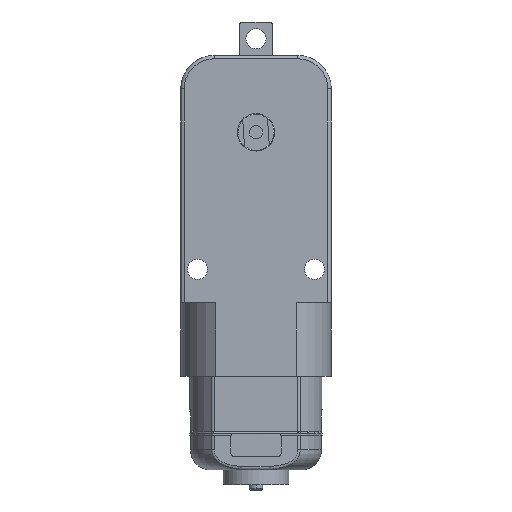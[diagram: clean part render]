
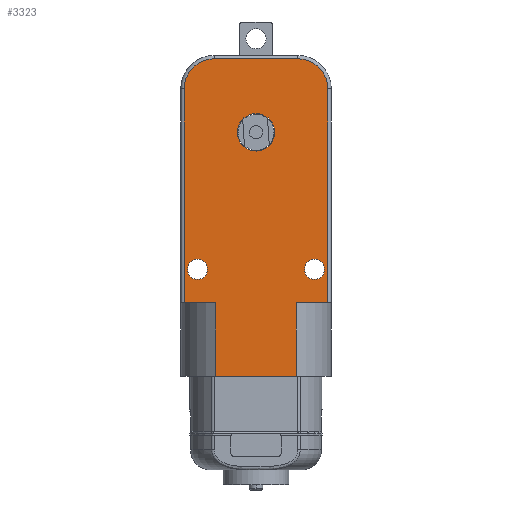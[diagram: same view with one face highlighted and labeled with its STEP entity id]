
A CAD part, left-side view. The second image highlights one B-rep face of the part: STEP entity #3323.
In plain terms, the highlighted planar face has unit normal (-1, 0, 0).
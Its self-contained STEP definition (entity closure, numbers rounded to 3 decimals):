
#39 = EDGE_CURVE ( 'NONE', #5639, #4439, #4409, .T. ) ;
#108 = CARTESIAN_POINT ( 'NONE',  ( -9.5, -8.75, 5. ) ) ;
#117 = VERTEX_POINT ( 'NONE', #1789 ) ;
#188 = VERTEX_POINT ( 'NONE', #4400 ) ;
#266 = CARTESIAN_POINT ( 'NONE',  ( -9.5, 8.75, 5. ) ) ;
#288 = FACE_BOUND ( 'NONE', #2023, .T. ) ;
#420 = FACE_OUTER_BOUND ( 'NONE', #512, .T. ) ;
#432 = CIRCLE ( 'NONE', #1985, 1.5 ) ;
#478 = EDGE_CURVE ( 'NONE', #2965, #117, #5088, .T. ) ;
#512 = EDGE_LOOP ( 'NONE', ( #1720, #2066, #3846, #4036, #882, #4366, #2738, #2424, #4683, #2983 ) ) ;
#516 = DIRECTION ( 'NONE',  ( 1., 0., 0. ) ) ;
#522 = DIRECTION ( 'NONE',  ( 0., 1., 0. ) ) ;
#708 = VECTOR ( 'NONE', #1961, 1000. ) ;
#738 = AXIS2_PLACEMENT_3D ( 'NONE', #5001, #4496, #522 ) ;
#874 = DIRECTION ( 'NONE',  ( 0., 1., 0. ) ) ;
#882 = ORIENTED_EDGE ( 'NONE', *, *, #5173, .T. ) ;
#931 = CARTESIAN_POINT ( 'NONE',  ( -9.5, -10.75, 37. ) ) ;
#944 = PLANE ( 'NONE',  #738 ) ;
#990 = CARTESIAN_POINT ( 'NONE',  ( -9.5, -2.8, 25.5 ) ) ;
#1003 = DIRECTION ( 'NONE',  ( 1., 0., 0. ) ) ;
#1034 = VECTOR ( 'NONE', #4854, 1000. ) ;
#1091 = DIRECTION ( 'NONE',  ( 0., 0., 1. ) ) ;
#1097 = CARTESIAN_POINT ( 'NONE',  ( -9.5, 6.25, 36.5 ) ) ;
#1132 = FACE_BOUND ( 'NONE', #3586, .T. ) ;
#1139 = CARTESIAN_POINT ( 'NONE',  ( -9.5, -6.026, -11. ) ) ;
#1143 = EDGE_CURVE ( 'NONE', #117, #2965, #2861, .T. ) ;
#1153 = VERTEX_POINT ( 'NONE', #3215 ) ;
#1166 = EDGE_CURVE ( 'NONE', #2827, #5639, #1817, .T. ) ;
#1186 = LINE ( 'NONE', #2839, #3830 ) ;
#1201 = FACE_BOUND ( 'NONE', #2859, .T. ) ;
#1220 = AXIS2_PLACEMENT_3D ( 'NONE', #2775, #2294, #5402 ) ;
#1221 = AXIS2_PLACEMENT_3D ( 'NONE', #1659, #2102, #3819 ) ;
#1228 = EDGE_CURVE ( 'NONE', #188, #2827, #4949, .T. ) ;
#1250 = EDGE_CURVE ( 'NONE', #5267, #4484, #3897, .T. ) ;
#1448 = EDGE_CURVE ( 'NONE', #1153, #1711, #1186, .T. ) ;
#1451 = AXIS2_PLACEMENT_3D ( 'NONE', #2447, #2433, #2858 ) ;
#1509 = ORIENTED_EDGE ( 'NONE', *, *, #5251, .T. ) ;
#1512 = CARTESIAN_POINT ( 'NONE',  ( -9.5, 11.25, 36.5 ) ) ;
#1598 = DIRECTION ( 'NONE',  ( 0., 0., 1. ) ) ;
#1652 = DIRECTION ( 'NONE',  ( 0., 1., 0. ) ) ;
#1659 = CARTESIAN_POINT ( 'NONE',  ( -9.5, 0., 25.5 ) ) ;
#1676 = VECTOR ( 'NONE', #2339, 1000. ) ;
#1711 = VERTEX_POINT ( 'NONE', #3280 ) ;
#1720 = ORIENTED_EDGE ( 'NONE', *, *, #1228, .T. ) ;
#1789 = CARTESIAN_POINT ( 'NONE',  ( -9.5, -10.25, 5. ) ) ;
#1817 = LINE ( 'NONE', #931, #1676 ) ;
#1830 = DIRECTION ( 'NONE',  ( -1., 0., 0. ) ) ;
#1860 = CARTESIAN_POINT ( 'NONE',  ( -9.5, 11.25, 0. ) ) ;
#1932 = VERTEX_POINT ( 'NONE', #3017 ) ;
#1961 = DIRECTION ( 'NONE',  ( 0., 1., 0. ) ) ;
#1985 = AXIS2_PLACEMENT_3D ( 'NONE', #266, #4264, #1652 ) ;
#2023 = EDGE_LOOP ( 'NONE', ( #3784, #3278 ) ) ;
#2039 = CARTESIAN_POINT ( 'NONE',  ( -9.5, -6.026, -11. ) ) ;
#2058 = CARTESIAN_POINT ( 'NONE',  ( -9.5, 7.25, 5. ) ) ;
#2066 = ORIENTED_EDGE ( 'NONE', *, *, #1166, .T. ) ;
#2068 = CARTESIAN_POINT ( 'NONE',  ( -9.5, -10.75, 0. ) ) ;
#2102 = DIRECTION ( 'NONE',  ( 1., 0., 0. ) ) ;
#2228 = DIRECTION ( 'NONE',  ( 0., -1., 0. ) ) ;
#2294 = DIRECTION ( 'NONE',  ( 1., 0., 0. ) ) ;
#2311 = EDGE_CURVE ( 'NONE', #4100, #1932, #3609, .T. ) ;
#2316 = LINE ( 'NONE', #5105, #4245 ) ;
#2339 = DIRECTION ( 'NONE',  ( 0., 0., 1. ) ) ;
#2411 = VECTOR ( 'NONE', #1598, 1000. ) ;
#2424 = ORIENTED_EDGE ( 'NONE', *, *, #1448, .F. ) ;
#2433 = DIRECTION ( 'NONE',  ( -1., 0., 0. ) ) ;
#2447 = CARTESIAN_POINT ( 'NONE',  ( -9.5, 6.25, 32. ) ) ;
#2461 = AXIS2_PLACEMENT_3D ( 'NONE', #5067, #516, #5446 ) ;
#2506 = DIRECTION ( 'NONE',  ( 1., 0., 0. ) ) ;
#2524 = CARTESIAN_POINT ( 'NONE',  ( -9.5, 10.75, 32. ) ) ;
#2643 = VERTEX_POINT ( 'NONE', #990 ) ;
#2738 = ORIENTED_EDGE ( 'NONE', *, *, #2789, .T. ) ;
#2754 = CARTESIAN_POINT ( 'NONE',  ( -9.5, -10.75, 32. ) ) ;
#2775 = CARTESIAN_POINT ( 'NONE',  ( -9.5, -8.75, 5. ) ) ;
#2789 = EDGE_CURVE ( 'NONE', #1932, #1711, #5532, .T. ) ;
#2814 = CIRCLE ( 'NONE', #1451, 4.5 ) ;
#2827 = VERTEX_POINT ( 'NONE', #2068 ) ;
#2839 = CARTESIAN_POINT ( 'NONE',  ( -9.5, 6.026, -11. ) ) ;
#2858 = DIRECTION ( 'NONE',  ( 0., 1., 0. ) ) ;
#2859 = EDGE_LOOP ( 'NONE', ( #3332, #4254 ) ) ;
#2861 = CIRCLE ( 'NONE', #1220, 1.5 ) ;
#2936 = CARTESIAN_POINT ( 'NONE',  ( -9.5, 8.75, 5. ) ) ;
#2965 = VERTEX_POINT ( 'NONE', #4640 ) ;
#2983 = ORIENTED_EDGE ( 'NONE', *, *, #4459, .T. ) ;
#2991 = VERTEX_POINT ( 'NONE', #2039 ) ;
#3009 = VECTOR ( 'NONE', #5627, 1000. ) ;
#3017 = CARTESIAN_POINT ( 'NONE',  ( -9.5, 10.75, 0. ) ) ;
#3075 = LINE ( 'NONE', #1139, #2411 ) ;
#3215 = CARTESIAN_POINT ( 'NONE',  ( -9.5, 6.026, -11. ) ) ;
#3278 = ORIENTED_EDGE ( 'NONE', *, *, #3666, .T. ) ;
#3280 = CARTESIAN_POINT ( 'NONE',  ( -9.5, 6.026, 0. ) ) ;
#3323 = ADVANCED_FACE ( 'NONE', ( #288, #1132, #1201, #420 ), #944, .F. ) ;
#3332 = ORIENTED_EDGE ( 'NONE', *, *, #478, .T. ) ;
#3343 = AXIS2_PLACEMENT_3D ( 'NONE', #4485, #1830, #4061 ) ;
#3498 = LINE ( 'NONE', #1512, #708 ) ;
#3544 = CARTESIAN_POINT ( 'NONE',  ( -9.5, 10.75, 37. ) ) ;
#3586 = EDGE_LOOP ( 'NONE', ( #1509, #5507 ) ) ;
#3609 = LINE ( 'NONE', #3544, #1034 ) ;
#3666 = EDGE_CURVE ( 'NONE', #2643, #5636, #4680, .T. ) ;
#3764 = CARTESIAN_POINT ( 'NONE',  ( -9.5, 11.25, 0. ) ) ;
#3784 = ORIENTED_EDGE ( 'NONE', *, *, #4035, .T. ) ;
#3819 = DIRECTION ( 'NONE',  ( 0., 1., 0. ) ) ;
#3830 = VECTOR ( 'NONE', #1091, 1000. ) ;
#3846 = ORIENTED_EDGE ( 'NONE', *, *, #39, .T. ) ;
#3897 = CIRCLE ( 'NONE', #5757, 1.5 ) ;
#4035 = EDGE_CURVE ( 'NONE', #5636, #2643, #4458, .T. ) ;
#4036 = ORIENTED_EDGE ( 'NONE', *, *, #4550, .T. ) ;
#4061 = DIRECTION ( 'NONE',  ( 0., 1., 0. ) ) ;
#4096 = CARTESIAN_POINT ( 'NONE',  ( -9.5, 2.8, 25.5 ) ) ;
#4099 = DIRECTION ( 'NONE',  ( 0., 1., 0. ) ) ;
#4100 = VERTEX_POINT ( 'NONE', #2524 ) ;
#4245 = VECTOR ( 'NONE', #874, 1000. ) ;
#4254 = ORIENTED_EDGE ( 'NONE', *, *, #1143, .T. ) ;
#4264 = DIRECTION ( 'NONE',  ( 1., 0., 0. ) ) ;
#4338 = EDGE_CURVE ( 'NONE', #2991, #1153, #2316, .T. ) ;
#4366 = ORIENTED_EDGE ( 'NONE', *, *, #2311, .T. ) ;
#4400 = CARTESIAN_POINT ( 'NONE',  ( -9.5, -6.026, 0. ) ) ;
#4409 = CIRCLE ( 'NONE', #3343, 4.5 ) ;
#4439 = VERTEX_POINT ( 'NONE', #5145 ) ;
#4458 = CIRCLE ( 'NONE', #1221, 2.8 ) ;
#4459 = EDGE_CURVE ( 'NONE', #2991, #188, #3075, .T. ) ;
#4484 = VERTEX_POINT ( 'NONE', #4699 ) ;
#4485 = CARTESIAN_POINT ( 'NONE',  ( -9.5, -6.25, 32. ) ) ;
#4495 = AXIS2_PLACEMENT_3D ( 'NONE', #108, #1003, #4099 ) ;
#4496 = DIRECTION ( 'NONE',  ( 1., 0., 0. ) ) ;
#4550 = EDGE_CURVE ( 'NONE', #4439, #4569, #3498, .T. ) ;
#4569 = VERTEX_POINT ( 'NONE', #1097 ) ;
#4640 = CARTESIAN_POINT ( 'NONE',  ( -9.5, -7.25, 5. ) ) ;
#4680 = CIRCLE ( 'NONE', #2461, 2.8 ) ;
#4683 = ORIENTED_EDGE ( 'NONE', *, *, #4338, .F. ) ;
#4699 = CARTESIAN_POINT ( 'NONE',  ( -9.5, 10.25, 5. ) ) ;
#4854 = DIRECTION ( 'NONE',  ( 0., 0., -1. ) ) ;
#4949 = LINE ( 'NONE', #1860, #5692 ) ;
#5001 = CARTESIAN_POINT ( 'NONE',  ( -9.5, 11.25, 37. ) ) ;
#5067 = CARTESIAN_POINT ( 'NONE',  ( -9.5, 0., 25.5 ) ) ;
#5088 = CIRCLE ( 'NONE', #4495, 1.5 ) ;
#5105 = CARTESIAN_POINT ( 'NONE',  ( -9.5, 6.026, -11. ) ) ;
#5145 = CARTESIAN_POINT ( 'NONE',  ( -9.5, -6.25, 36.5 ) ) ;
#5171 = DIRECTION ( 'NONE',  ( 0., 1., 0. ) ) ;
#5173 = EDGE_CURVE ( 'NONE', #4569, #4100, #2814, .T. ) ;
#5251 = EDGE_CURVE ( 'NONE', #4484, #5267, #432, .T. ) ;
#5267 = VERTEX_POINT ( 'NONE', #2058 ) ;
#5402 = DIRECTION ( 'NONE',  ( 0., 1., 0. ) ) ;
#5446 = DIRECTION ( 'NONE',  ( 0., 1., 0. ) ) ;
#5507 = ORIENTED_EDGE ( 'NONE', *, *, #1250, .T. ) ;
#5532 = LINE ( 'NONE', #3764, #3009 ) ;
#5627 = DIRECTION ( 'NONE',  ( 0., -1., 0. ) ) ;
#5636 = VERTEX_POINT ( 'NONE', #4096 ) ;
#5639 = VERTEX_POINT ( 'NONE', #2754 ) ;
#5692 = VECTOR ( 'NONE', #2228, 1000. ) ;
#5757 = AXIS2_PLACEMENT_3D ( 'NONE', #2936, #2506, #5171 ) ;
